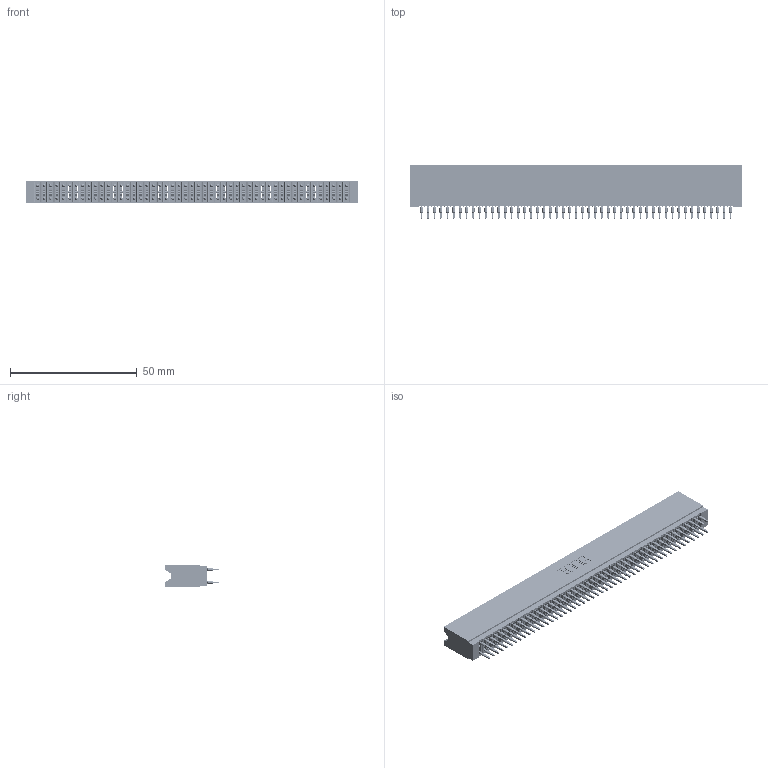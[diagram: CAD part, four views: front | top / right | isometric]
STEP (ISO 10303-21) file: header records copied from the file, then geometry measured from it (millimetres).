
FILE_DESCRIPTION (( 'STEP AP203' ), '1' );
FILE_NAME ('745-098-560-206.STEP', '2026-02-26T23:15:40', ( '' ), ( '' ), 'SwSTEP 2.0', 'SolidWorks 2023', '' );
FILE_SCHEMA (( 'CONFIG_CONTROL_DESIGN' ));
Length unit declared in the file: millimetre
Products named in the file (3): 745-098-560-206; 745 Part_Insulator Option - 06; 745-292-001_560
Assembly tree (99 placements, depth 2):
  745-098-560-206
    745 Part_Insulator Option - 06
    745-292-001_560  x98
Bounding box: 131.06 x 21.22 x 8.89 mm (x, y, z)
Volume: 12100.9 mm3; surface area: 26335.4 mm2
Topology: 99 solids, 99 shells, 9749 faces, 26671 edges, 16930 vertices
Faces by surface type: plane 5054, cylinder 2147, bspline 1960, torus 588
Entity records: 81880 total; most frequent: CARTESIAN_POINT 14704, ORIENTED_EDGE 14154, DIRECTION 12363, EDGE_CURVE 7077, VECTOR 6593, LINE 6593, VERTEX_POINT 4514, AXIS2_PLACEMENT_3D 2885
